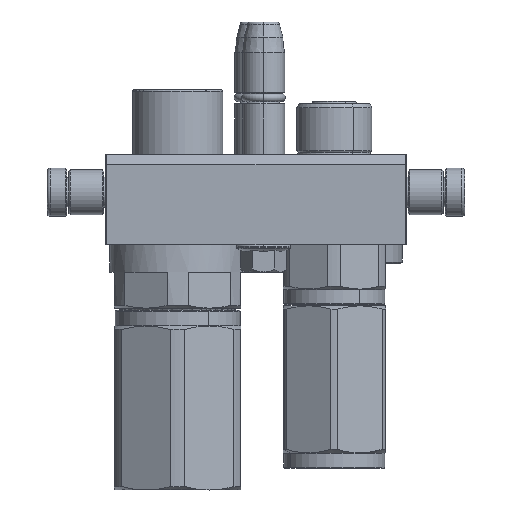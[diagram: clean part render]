
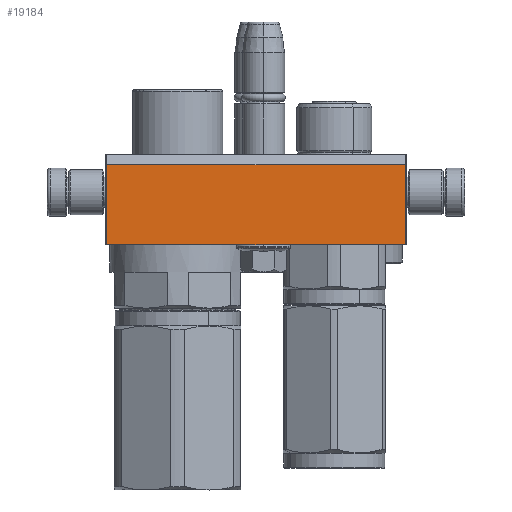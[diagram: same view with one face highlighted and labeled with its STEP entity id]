
A CAD part, left-side view. The second image highlights one B-rep face of the part: STEP entity #19184.
In plain terms, the highlighted face is planar.
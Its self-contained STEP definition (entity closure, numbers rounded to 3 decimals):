
#196 = EDGE_CURVE ( 'NONE', #65580, #14972, #48899, .T. ) ;
#2526 = VECTOR ( 'NONE', #42813, 1000. ) ;
#3785 = VECTOR ( 'NONE', #73394, 1000. ) ;
#8076 = AXIS2_PLACEMENT_3D ( 'NONE', #57916, #63391, #23663 ) ;
#11556 = LINE ( 'NONE', #64995, #2526 ) ;
#12382 = ORIENTED_EDGE ( 'NONE', *, *, #31887, .T. ) ;
#12641 = ORIENTED_EDGE ( 'NONE', *, *, #196, .F. ) ;
#14972 = VERTEX_POINT ( 'NONE', #41193 ) ;
#15701 = DIRECTION ( 'NONE',  ( 1., 0., 0. ) ) ;
#16474 = PLANE ( 'NONE',  #8076 ) ;
#16507 = FACE_OUTER_BOUND ( 'NONE', #67937, .T. ) ;
#19184 = ADVANCED_FACE ( 'NONE', ( #16507 ), #16474, .T. ) ;
#23349 = VERTEX_POINT ( 'NONE', #66876 ) ;
#23663 = DIRECTION ( 'NONE',  ( 1., 0., 0. ) ) ;
#24971 = EDGE_CURVE ( 'NONE', #65580, #33462, #65928, .T. ) ;
#31887 = EDGE_CURVE ( 'NONE', #33462, #23349, #11556, .T. ) ;
#32119 = DIRECTION ( 'NONE',  ( 0., 1., 0. ) ) ;
#33100 = CARTESIAN_POINT ( 'NONE',  ( 49.5, -15., 56. ) ) ;
#33462 = VERTEX_POINT ( 'NONE', #33100 ) ;
#41193 = CARTESIAN_POINT ( 'NONE',  ( -49.5, 11.536, 56. ) ) ;
#42813 = DIRECTION ( 'NONE',  ( 0., 1., 0. ) ) ;
#48880 = ORIENTED_EDGE ( 'NONE', *, *, #70509, .F. ) ;
#48899 = LINE ( 'NONE', #73128, #65862 ) ;
#57139 = CARTESIAN_POINT ( 'NONE',  ( -49.5, 11.536, 56. ) ) ;
#57916 = CARTESIAN_POINT ( 'NONE',  ( -50., -15., 56. ) ) ;
#58778 = VECTOR ( 'NONE', #15701, 1000. ) ;
#63391 = DIRECTION ( 'NONE',  ( 0., 0., 1. ) ) ;
#64995 = CARTESIAN_POINT ( 'NONE',  ( 49.5, -15., 56. ) ) ;
#65580 = VERTEX_POINT ( 'NONE', #70436 ) ;
#65862 = VECTOR ( 'NONE', #32119, 1000. ) ;
#65928 = LINE ( 'NONE', #68105, #58778 ) ;
#66876 = CARTESIAN_POINT ( 'NONE',  ( 49.5, 11.536, 56. ) ) ;
#67937 = EDGE_LOOP ( 'NONE', ( #69219, #12382, #48880, #12641 ) ) ;
#68105 = CARTESIAN_POINT ( 'NONE',  ( -49.5, -15., 56. ) ) ;
#69219 = ORIENTED_EDGE ( 'NONE', *, *, #24971, .T. ) ;
#70436 = CARTESIAN_POINT ( 'NONE',  ( -49.5, -15., 56. ) ) ;
#70509 = EDGE_CURVE ( 'NONE', #14972, #23349, #72658, .T. ) ;
#72658 = LINE ( 'NONE', #57139, #3785 ) ;
#73128 = CARTESIAN_POINT ( 'NONE',  ( -49.5, -15., 56. ) ) ;
#73394 = DIRECTION ( 'NONE',  ( 1., 0., 0. ) ) ;
